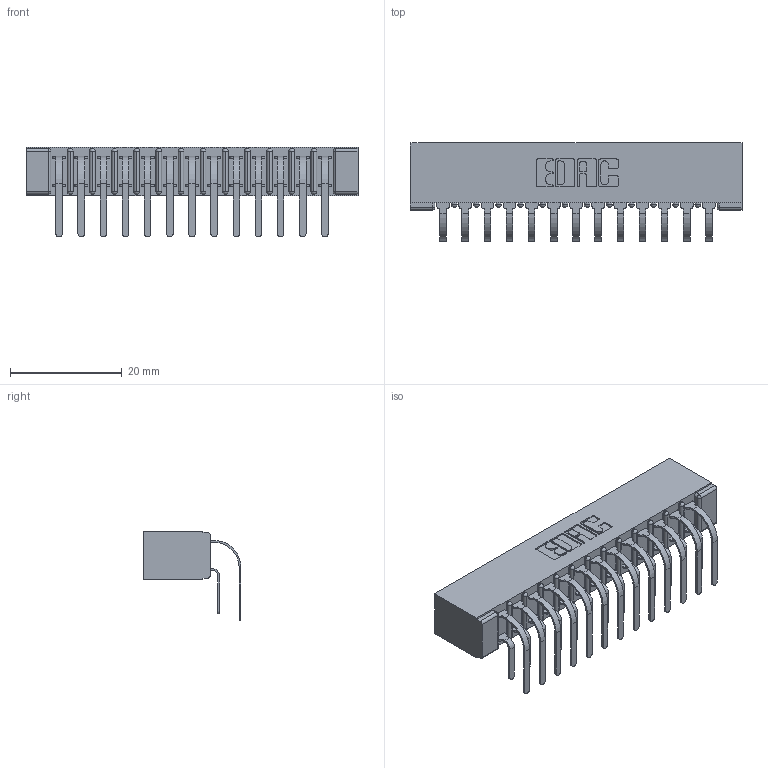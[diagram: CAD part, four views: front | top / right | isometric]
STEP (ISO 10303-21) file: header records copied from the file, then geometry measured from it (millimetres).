
FILE_DESCRIPTION (( 'STEP AP203' ), '1' );
FILE_NAME ('357-026-559-201.STEP', '2022-07-09T00:13:31', ( '' ), ( '' ), 'SwSTEP 2.0', 'SolidWorks 2020', '' );
FILE_SCHEMA (( 'CONFIG_CONTROL_DESIGN' ));
Length unit declared in the file: inch
Products named in the file (4): 357-026-559-201; 307-290-001_558 559 - 1 (Single); 307 Part_No Mounting Lugs; 307-290-001_559 - 2 (Single)
Assembly tree (27 placements, depth 2):
  357-026-559-201
    307 Part_No Mounting Lugs
    307-290-001_558 559 - 1 (Single)  x13
    307-290-001_559 - 2 (Single)  x13
Bounding box: 59.39 x 17.51 x 16.08 mm (x, y, z)
Volume: 4216.3 mm3; surface area: 7992.4 mm2
Topology: 27 solids, 27 shells, 1424 faces, 3991 edges, 2586 vertices
Faces by surface type: plane 924, cylinder 472, sphere 28
Entity records: 16305 total; most frequent: CARTESIAN_POINT 2675, ORIENTED_EDGE 2646, DIRECTION 2631, EDGE_CURVE 1323, LINE 1003, VECTOR 1003, VERTEX_POINT 858, AXIS2_PLACEMENT_3D 814
